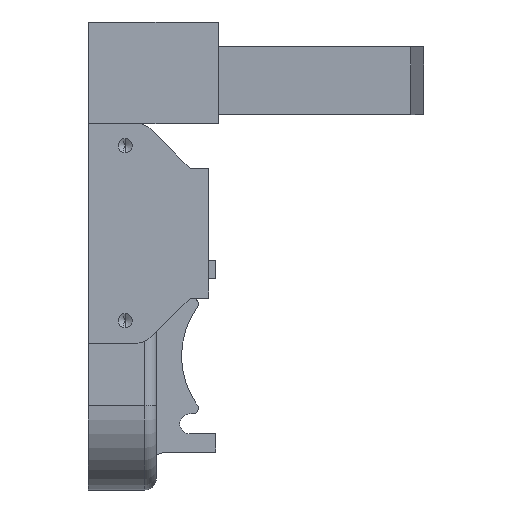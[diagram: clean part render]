
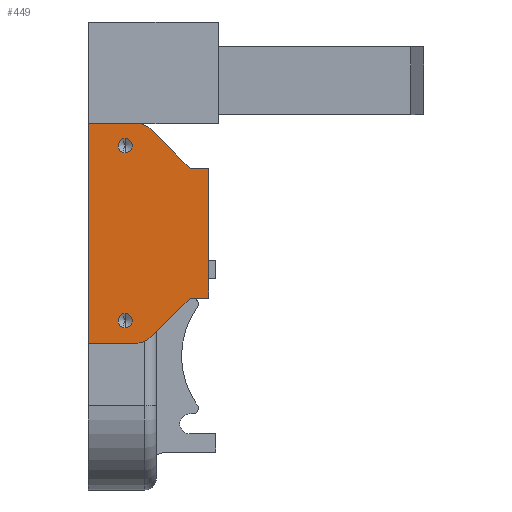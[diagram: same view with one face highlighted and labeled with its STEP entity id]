
A CAD part, left-side view. The second image highlights one B-rep face of the part: STEP entity #449.
In plain terms, the highlighted planar face has unit normal (-1, 0, 0).
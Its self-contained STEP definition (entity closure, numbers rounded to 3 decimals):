
#65 = CARTESIAN_POINT ( 'NONE',  ( 0., -39., 8.343 ) ) ;
#125 = CARTESIAN_POINT ( 'NONE',  ( 0., 0., 0. ) ) ;
#292 = DIRECTION ( 'NONE',  ( 0., -1., 0. ) ) ;
#378 = LINE ( 'NONE', #5632, #5960 ) ;
#419 = CARTESIAN_POINT ( 'NONE',  ( 0., -4., 6.5 ) ) ;
#449 = ADVANCED_FACE ( 'NONE', ( #5099, #2717, #5251 ), #1572, .F. ) ;
#543 = EDGE_LOOP ( 'NONE', ( #4752, #2192, #4081, #5394, #3999, #5309, #3359, #5817, #3905, #4154 ) ) ;
#606 = EDGE_CURVE ( 'NONE', #4949, #3414, #378, .T. ) ;
#633 = EDGE_CURVE ( 'NONE', #1332, #6087, #5174, .T. ) ;
#845 = EDGE_CURVE ( 'NONE', #6334, #1332, #4076, .T. ) ;
#980 = DIRECTION ( 'NONE',  ( -1., 0., 0. ) ) ;
#1035 = CARTESIAN_POINT ( 'NONE',  ( 0., 0., 0. ) ) ;
#1041 = CARTESIAN_POINT ( 'NONE',  ( 0., -36.25, 6.5 ) ) ;
#1100 = DIRECTION ( 'NONE',  ( 0., 0., 1. ) ) ;
#1115 = EDGE_CURVE ( 'NONE', #4165, #4035, #5393, .T. ) ;
#1227 = VERTEX_POINT ( 'NONE', #5824 ) ;
#1231 = VECTOR ( 'NONE', #1100, 1000. ) ;
#1273 = VERTEX_POINT ( 'NONE', #65 ) ;
#1332 = VERTEX_POINT ( 'NONE', #3019 ) ;
#1376 = EDGE_CURVE ( 'NONE', #3265, #3414, #4297, .T. ) ;
#1536 = VERTEX_POINT ( 'NONE', #5167 ) ;
#1572 = PLANE ( 'NONE',  #2593 ) ;
#1611 = AXIS2_PLACEMENT_3D ( 'NONE', #5215, #2224, #292 ) ;
#1615 = CARTESIAN_POINT ( 'NONE',  ( 0., -35., 6.5 ) ) ;
#1646 = VECTOR ( 'NONE', #5795, 1000. ) ;
#1661 = ORIENTED_EDGE ( 'NONE', *, *, #2229, .F. ) ;
#1858 = CARTESIAN_POINT ( 'NONE',  ( 0., -4., 8.343 ) ) ;
#1904 = DIRECTION ( 'NONE',  ( 0., 0., 1. ) ) ;
#1911 = DIRECTION ( 'NONE',  ( 0., 0.707, 0.707 ) ) ;
#1922 = DIRECTION ( 'NONE',  ( -1., 0., 0. ) ) ;
#2053 = CIRCLE ( 'NONE', #2523, 1.25 ) ;
#2069 = DIRECTION ( 'NONE',  ( -1., 0., 0. ) ) ;
#2095 = DIRECTION ( 'NONE',  ( -1., 0., 0. ) ) ;
#2130 = CARTESIAN_POINT ( 'NONE',  ( 0., -5.25, 6.5 ) ) ;
#2192 = ORIENTED_EDGE ( 'NONE', *, *, #633, .T. ) ;
#2224 = DIRECTION ( 'NONE',  ( -1., 0., 0. ) ) ;
#2229 = EDGE_CURVE ( 'NONE', #5340, #6096, #6256, .T. ) ;
#2295 = CIRCLE ( 'NONE', #2561, 4. ) ;
#2332 = DIRECTION ( 'NONE',  ( 0., -1., 0. ) ) ;
#2368 = ORIENTED_EDGE ( 'NONE', *, *, #1115, .F. ) ;
#2445 = EDGE_CURVE ( 'NONE', #3273, #1227, #4442, .T. ) ;
#2485 = AXIS2_PLACEMENT_3D ( 'NONE', #1858, #5305, #3908 ) ;
#2523 = AXIS2_PLACEMENT_3D ( 'NONE', #1615, #2095, #6069 ) ;
#2525 = DIRECTION ( 'NONE',  ( 1., 0., 0. ) ) ;
#2561 = AXIS2_PLACEMENT_3D ( 'NONE', #4613, #2069, #6084 ) ;
#2593 = AXIS2_PLACEMENT_3D ( 'NONE', #3082, #2525, #5978 ) ;
#2675 = DIRECTION ( 'NONE',  ( 0., 1., 0. ) ) ;
#2717 = FACE_BOUND ( 'NONE', #4811, .T. ) ;
#2976 = CARTESIAN_POINT ( 'NONE',  ( 0., -4., 6.5 ) ) ;
#2980 = LINE ( 'NONE', #3339, #5747 ) ;
#3005 = CARTESIAN_POINT ( 'NONE',  ( 0., -31., 18.1 ) ) ;
#3019 = CARTESIAN_POINT ( 'NONE',  ( 0., -31., 21.312 ) ) ;
#3069 = EDGE_CURVE ( 'NONE', #6096, #5340, #2053, .T. ) ;
#3082 = CARTESIAN_POINT ( 'NONE',  ( 0., -8., 18.1 ) ) ;
#3186 = ORIENTED_EDGE ( 'NONE', *, *, #3069, .F. ) ;
#3265 = VERTEX_POINT ( 'NONE', #5714 ) ;
#3267 = CARTESIAN_POINT ( 'NONE',  ( 0., -19.45, 29.55 ) ) ;
#3273 = VERTEX_POINT ( 'NONE', #4760 ) ;
#3289 = CARTESIAN_POINT ( 'NONE',  ( 0., -2.75, 6.5 ) ) ;
#3339 = CARTESIAN_POINT ( 'NONE',  ( 0., -8., 18.1 ) ) ;
#3359 = ORIENTED_EDGE ( 'NONE', *, *, #606, .F. ) ;
#3414 = VERTEX_POINT ( 'NONE', #1035 ) ;
#3462 = DIRECTION ( 'NONE',  ( 0., -1., 0. ) ) ;
#3483 = CARTESIAN_POINT ( 'NONE',  ( 0., -39., 0. ) ) ;
#3535 = EDGE_CURVE ( 'NONE', #1273, #1536, #2295, .T. ) ;
#3542 = DIRECTION ( 'NONE',  ( 0., 0., -1. ) ) ;
#3718 = CIRCLE ( 'NONE', #4286, 1.25 ) ;
#3735 = VECTOR ( 'NONE', #1911, 1000. ) ;
#3905 = ORIENTED_EDGE ( 'NONE', *, *, #3535, .T. ) ;
#3908 = DIRECTION ( 'NONE',  ( 0., 1., 0. ) ) ;
#3999 = ORIENTED_EDGE ( 'NONE', *, *, #4371, .T. ) ;
#4019 = AXIS2_PLACEMENT_3D ( 'NONE', #419, #1922, #2332 ) ;
#4035 = VERTEX_POINT ( 'NONE', #2130 ) ;
#4047 = ORIENTED_EDGE ( 'NONE', *, *, #6270, .F. ) ;
#4076 = LINE ( 'NONE', #3005, #1231 ) ;
#4081 = ORIENTED_EDGE ( 'NONE', *, *, #4449, .F. ) ;
#4154 = ORIENTED_EDGE ( 'NONE', *, *, #5197, .T. ) ;
#4165 = VERTEX_POINT ( 'NONE', #3289 ) ;
#4248 = LINE ( 'NONE', #4838, #1646 ) ;
#4250 = CARTESIAN_POINT ( 'NONE',  ( 0., -33.75, 6.5 ) ) ;
#4273 = CARTESIAN_POINT ( 'NONE',  ( 0., -8., 21.312 ) ) ;
#4286 = AXIS2_PLACEMENT_3D ( 'NONE', #2976, #980, #3462 ) ;
#4297 = LINE ( 'NONE', #125, #6027 ) ;
#4371 = EDGE_CURVE ( 'NONE', #1227, #3265, #5129, .T. ) ;
#4442 = LINE ( 'NONE', #6007, #5680 ) ;
#4449 = EDGE_CURVE ( 'NONE', #3273, #6087, #2980, .T. ) ;
#4613 = CARTESIAN_POINT ( 'NONE',  ( 0., -35., 8.343 ) ) ;
#4622 = DIRECTION ( 'NONE',  ( 0., 1., 0. ) ) ;
#4752 = ORIENTED_EDGE ( 'NONE', *, *, #845, .T. ) ;
#4760 = CARTESIAN_POINT ( 'NONE',  ( 0., -8., 18. ) ) ;
#4811 = EDGE_LOOP ( 'NONE', ( #1661, #3186 ) ) ;
#4838 = CARTESIAN_POINT ( 'NONE',  ( 0., -39., 0. ) ) ;
#4949 = VERTEX_POINT ( 'NONE', #3483 ) ;
#5037 = LINE ( 'NONE', #3267, #3735 ) ;
#5093 = CARTESIAN_POINT ( 'NONE',  ( 0., -8., 21.312 ) ) ;
#5099 = FACE_BOUND ( 'NONE', #5503, .T. ) ;
#5129 = CIRCLE ( 'NONE', #2485, 4. ) ;
#5157 = CARTESIAN_POINT ( 'NONE',  ( 0., -31., 18. ) ) ;
#5167 = CARTESIAN_POINT ( 'NONE',  ( 0., -37.828, 11.172 ) ) ;
#5174 = LINE ( 'NONE', #5093, #6360 ) ;
#5197 = EDGE_CURVE ( 'NONE', #1536, #6334, #5037, .T. ) ;
#5215 = CARTESIAN_POINT ( 'NONE',  ( 0., -35., 6.5 ) ) ;
#5251 = FACE_OUTER_BOUND ( 'NONE', #543, .T. ) ;
#5305 = DIRECTION ( 'NONE',  ( -1., 0., 0. ) ) ;
#5309 = ORIENTED_EDGE ( 'NONE', *, *, #1376, .T. ) ;
#5340 = VERTEX_POINT ( 'NONE', #1041 ) ;
#5393 = CIRCLE ( 'NONE', #4019, 1.25 ) ;
#5394 = ORIENTED_EDGE ( 'NONE', *, *, #2445, .T. ) ;
#5469 = DIRECTION ( 'NONE',  ( 0., 0.707, -0.707 ) ) ;
#5503 = EDGE_LOOP ( 'NONE', ( #4047, #2368 ) ) ;
#5632 = CARTESIAN_POINT ( 'NONE',  ( 0., -31., 0. ) ) ;
#5680 = VECTOR ( 'NONE', #5469, 1000. ) ;
#5714 = CARTESIAN_POINT ( 'NONE',  ( 0., 0., 8.343 ) ) ;
#5747 = VECTOR ( 'NONE', #1904, 1000. ) ;
#5795 = DIRECTION ( 'NONE',  ( 0., 0., 1. ) ) ;
#5817 = ORIENTED_EDGE ( 'NONE', *, *, #6175, .T. ) ;
#5824 = CARTESIAN_POINT ( 'NONE',  ( 0., -1.172, 11.172 ) ) ;
#5960 = VECTOR ( 'NONE', #2675, 1000. ) ;
#5978 = DIRECTION ( 'NONE',  ( 0., 1., 0. ) ) ;
#6007 = CARTESIAN_POINT ( 'NONE',  ( 0., -8.05, 18.05 ) ) ;
#6027 = VECTOR ( 'NONE', #3542, 1000. ) ;
#6069 = DIRECTION ( 'NONE',  ( 0., -1., 0. ) ) ;
#6084 = DIRECTION ( 'NONE',  ( 0., 1., 0. ) ) ;
#6087 = VERTEX_POINT ( 'NONE', #4273 ) ;
#6096 = VERTEX_POINT ( 'NONE', #4250 ) ;
#6175 = EDGE_CURVE ( 'NONE', #4949, #1273, #4248, .T. ) ;
#6256 = CIRCLE ( 'NONE', #1611, 1.25 ) ;
#6270 = EDGE_CURVE ( 'NONE', #4035, #4165, #3718, .T. ) ;
#6334 = VERTEX_POINT ( 'NONE', #5157 ) ;
#6360 = VECTOR ( 'NONE', #4622, 1000. ) ;
